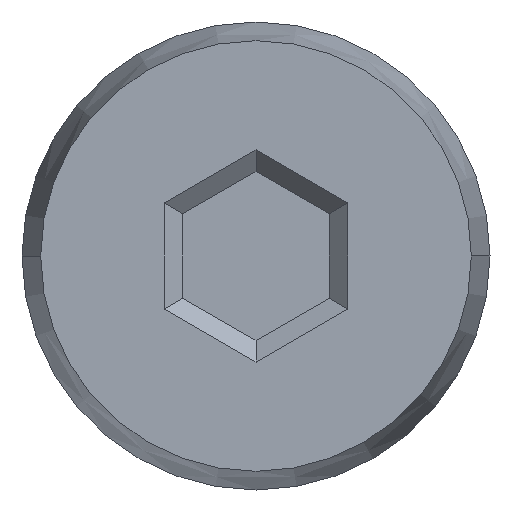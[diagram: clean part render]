
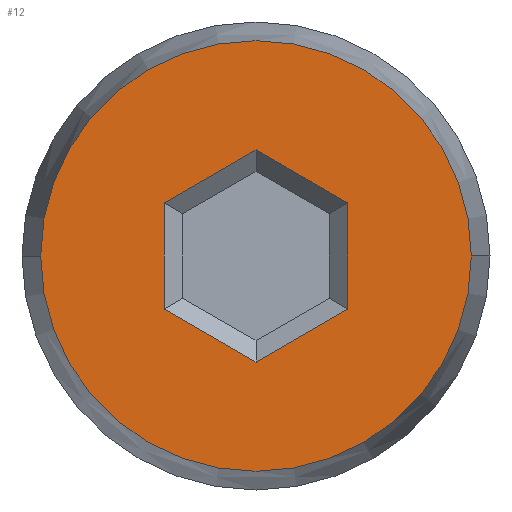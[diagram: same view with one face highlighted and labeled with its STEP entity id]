
A CAD part, left-side view. The second image highlights one B-rep face of the part: STEP entity #12.
In plain terms, the highlighted planar face has unit normal (-1, 0, 0).
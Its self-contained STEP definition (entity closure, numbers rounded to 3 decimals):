
#4 = EDGE_CURVE ( 'NONE', #21, #19, #147, .T. ) ;
#5 = EDGE_LOOP ( 'NONE', ( #11, #14, #29, #28, #46, #30 ) ) ;
#6 = EDGE_CURVE ( 'NONE', #7, #9, #148, .T. ) ;
#7 = VERTEX_POINT ( 'NONE', #139 ) ;
#9 = VERTEX_POINT ( 'NONE', #138 ) ;
#11 = ORIENTED_EDGE ( 'NONE', *, *, #6, .T. ) ;
#12 = ADVANCED_FACE ( 'NONE', ( #180, #179 ), #241, .T. ) ;
#14 = ORIENTED_EDGE ( 'NONE', *, *, #44, .T. ) ;
#19 = VERTEX_POINT ( 'NONE', #199 ) ;
#21 = VERTEX_POINT ( 'NONE', #341 ) ;
#26 = VERTEX_POINT ( 'NONE', #356 ) ;
#28 = ORIENTED_EDGE ( 'NONE', *, *, #37, .T. ) ;
#29 = ORIENTED_EDGE ( 'NONE', *, *, #34, .T. ) ;
#30 = ORIENTED_EDGE ( 'NONE', *, *, #48, .T. ) ;
#31 = VERTEX_POINT ( 'NONE', #335 ) ;
#33 = EDGE_CURVE ( 'NONE', #31, #36, #334, .T. ) ;
#34 = EDGE_CURVE ( 'NONE', #26, #35, #344, .T. ) ;
#35 = VERTEX_POINT ( 'NONE', #521 ) ;
#36 = VERTEX_POINT ( 'NONE', #520 ) ;
#37 = EDGE_CURVE ( 'NONE', #35, #31, #519, .T. ) ;
#41 = ORIENTED_EDGE ( 'NONE', *, *, #4, .F. ) ;
#42 = ORIENTED_EDGE ( 'NONE', *, *, #47, .F. ) ;
#44 = EDGE_CURVE ( 'NONE', #9, #26, #382, .T. ) ;
#45 = EDGE_LOOP ( 'NONE', ( #41, #42 ) ) ;
#46 = ORIENTED_EDGE ( 'NONE', *, *, #33, .T. ) ;
#47 = EDGE_CURVE ( 'NONE', #19, #21, #464, .T. ) ;
#48 = EDGE_CURVE ( 'NONE', #36, #7, #458, .T. ) ;
#138 = CARTESIAN_POINT ( 'NONE',  ( -33.451, 2.742, -2.404 ) ) ;
#139 = CARTESIAN_POINT ( 'NONE',  ( -33.451, 1.496, -1.685 ) ) ;
#140 = DIRECTION ( 'NONE',  ( 0., 0.866, -0.5 ) ) ;
#141 = VECTOR ( 'NONE', #140, 1000. ) ;
#142 = CARTESIAN_POINT ( 'NONE',  ( -33.451, 2.615, -2.331 ) ) ;
#143 = DIRECTION ( 'NONE',  ( 0., 1., 0. ) ) ;
#144 = DIRECTION ( 'NONE',  ( 1., 0., 0. ) ) ;
#145 = CARTESIAN_POINT ( 'NONE',  ( -33.451, 2.742, -0.965 ) ) ;
#146 = AXIS2_PLACEMENT_3D ( 'NONE', #145, #144, #143 ) ;
#147 = CIRCLE ( 'NONE', #146, 2.921 ) ;
#148 = LINE ( 'NONE', #142, #141 ) ;
#179 = FACE_OUTER_BOUND ( 'NONE', #45, .T. ) ;
#180 = FACE_BOUND ( 'NONE', #5, .T. ) ;
#199 = CARTESIAN_POINT ( 'NONE',  ( -33.451, -0.179, -0.965 ) ) ;
#203 = DIRECTION ( 'NONE',  ( 0., -1., 0. ) ) ;
#204 = DIRECTION ( 'NONE',  ( -1., 0., 0. ) ) ;
#205 = CARTESIAN_POINT ( 'NONE',  ( -33.451, 2.742, -0.965 ) ) ;
#206 = AXIS2_PLACEMENT_3D ( 'NONE', #205, #204, #203 ) ;
#241 = PLANE ( 'NONE',  #206 ) ;
#333 = CARTESIAN_POINT ( 'NONE',  ( -33.451, 1.623, -0.172 ) ) ;
#334 = LINE ( 'NONE', #333, #346 ) ;
#335 = CARTESIAN_POINT ( 'NONE',  ( -33.451, 2.742, 0.474 ) ) ;
#341 = CARTESIAN_POINT ( 'NONE',  ( -33.451, 5.663, -0.965 ) ) ;
#342 = VECTOR ( 'NONE', #522, 1000. ) ;
#343 = CARTESIAN_POINT ( 'NONE',  ( -33.451, 3.988, -0.392 ) ) ;
#344 = LINE ( 'NONE', #343, #342 ) ;
#345 = DIRECTION ( 'NONE',  ( 0., -0.866, -0.5 ) ) ;
#346 = VECTOR ( 'NONE', #345, 1000. ) ;
#356 = CARTESIAN_POINT ( 'NONE',  ( -33.451, 3.988, -1.685 ) ) ;
#379 = DIRECTION ( 'NONE',  ( 0., 0.866, 0.5 ) ) ;
#380 = VECTOR ( 'NONE', #379, 1000. ) ;
#381 = CARTESIAN_POINT ( 'NONE',  ( -33.451, 3.861, -1.758 ) ) ;
#382 = LINE ( 'NONE', #381, #380 ) ;
#394 = DIRECTION ( 'NONE',  ( 0., -0.866, 0.5 ) ) ;
#395 = VECTOR ( 'NONE', #394, 1000. ) ;
#396 = CARTESIAN_POINT ( 'NONE',  ( -33.451, 2.869, 0.401 ) ) ;
#452 = VECTOR ( 'NONE', #456, 1000. ) ;
#456 = DIRECTION ( 'NONE',  ( 0., 0., -1. ) ) ;
#457 = CARTESIAN_POINT ( 'NONE',  ( -33.451, 1.496, -1.538 ) ) ;
#458 = LINE ( 'NONE', #457, #452 ) ;
#460 = DIRECTION ( 'NONE',  ( 0., 1., 0. ) ) ;
#461 = DIRECTION ( 'NONE',  ( 1., 0., 0. ) ) ;
#462 = CARTESIAN_POINT ( 'NONE',  ( -33.451, 2.742, -0.965 ) ) ;
#463 = AXIS2_PLACEMENT_3D ( 'NONE', #462, #461, #460 ) ;
#464 = CIRCLE ( 'NONE', #463, 2.921 ) ;
#519 = LINE ( 'NONE', #396, #395 ) ;
#520 = CARTESIAN_POINT ( 'NONE',  ( -33.451, 1.496, -0.246 ) ) ;
#521 = CARTESIAN_POINT ( 'NONE',  ( -33.451, 3.988, -0.246 ) ) ;
#522 = DIRECTION ( 'NONE',  ( 0., 0., 1. ) ) ;
